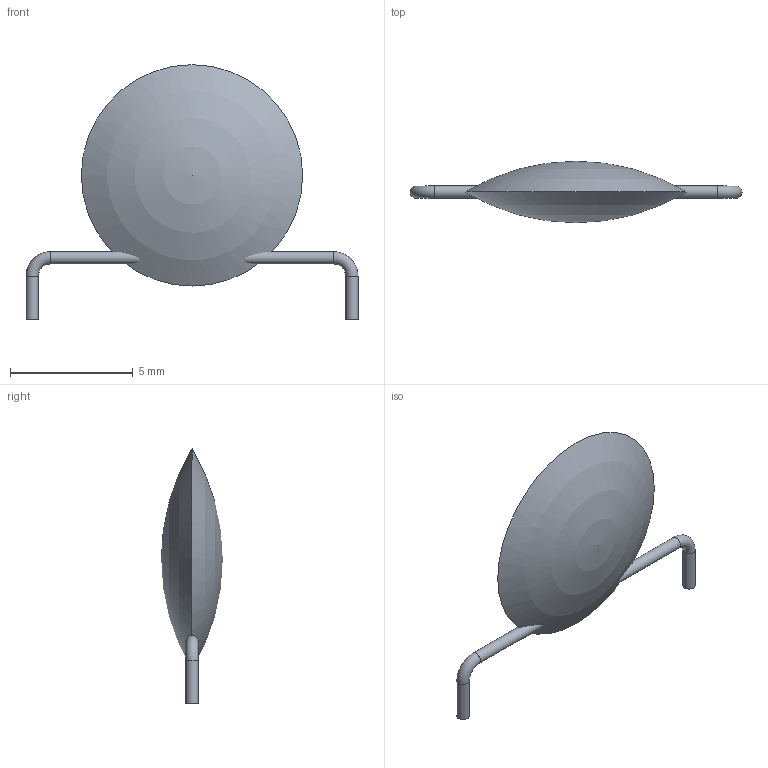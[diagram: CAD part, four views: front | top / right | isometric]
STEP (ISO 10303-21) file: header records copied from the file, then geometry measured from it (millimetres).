
FILE_DESCRIPTION(/* description */ ('model of C_Disc_D9.0mm_W2.5mm_P13.00mm'),/* implementation_level */ '2;1');
FILE_NAME(/* name */ 'C_Disc_D9.0mm_W2.5mm_P13.00mm.step',/* time_stamp */ '2023-02-20T17:17:41',/* author */ ('KiCAD','kicad'),/* organization */ ('OCCT'),/* preprocessor_version */ '',/* originating_system */ 'KiCAD',/* authorisation */ '');
FILE_SCHEMA(('AUTOMOTIVE_DESIGN { 1 0 10303 214 1 1 1 1 }'));
Length unit declared in the file: millimetre
Products named in the file (6): CQ assembly; 190bb9cf-b13a-11ed-bc6f-67ea0efcc404; 190bb9d0-b13a-11ed-bc6f-67ea0efcc404; 190bb9d0-b13a-11ed-bc6f-67ea0efcc404_part; 190bb9d1-b13a-11ed-bc6f-67ea0efcc404; 190bb9d1-b13a-11ed-bc6f-67ea0efcc404_part
Assembly tree (5 placements, depth 4):
  CQ assembly
    190bb9cf-b13a-11ed-bc6f-67ea0efcc404
      190bb9d0-b13a-11ed-bc6f-67ea0efcc404
        190bb9d0-b13a-11ed-bc6f-67ea0efcc404_part
      190bb9d1-b13a-11ed-bc6f-67ea0efcc404
        190bb9d1-b13a-11ed-bc6f-67ea0efcc404_part
Bounding box: 13.5 x 2.5 x 10.35 mm (x, y, z)
Volume: 85 mm3; surface area: 164.7 mm2
Topology: 2 solids, 2 shells, 9 faces, 16 edges, 9 vertices
Faces by surface type: cylinder 3, sphere 2, torus 2, plane 2
Full cylindrical faces by diameter (mm): 0.5 x3
Entity records: 327 total; most frequent: DIRECTION 55, CARTESIAN_POINT 38, ORIENTED_EDGE 28, AXIS2_PLACEMENT_3D 26, EDGE_CURVE 14, PRODUCT_DEFINITION_SHAPE 11, CIRCLE 11, ADVANCED_FACE 9
